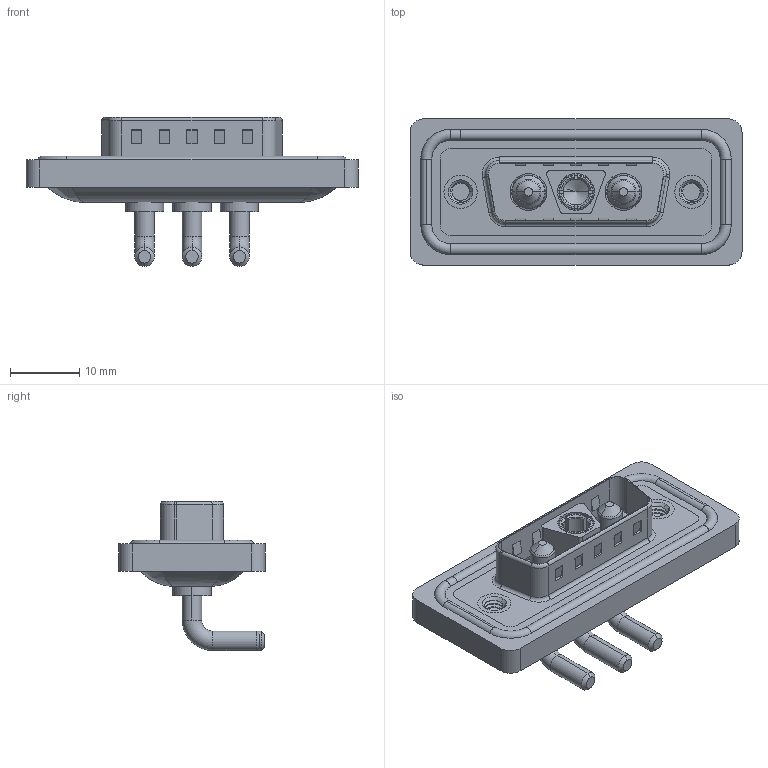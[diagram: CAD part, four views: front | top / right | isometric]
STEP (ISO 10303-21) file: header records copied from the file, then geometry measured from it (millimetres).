
FILE_DESCRIPTION (( 'STEP AP203' ), '1' );
FILE_NAME ('629W3WK3140-2NA.STEP', '2024-04-11T13:28:58', ( '' ), ( '' ), 'SwSTEP 2.0', 'SolidWorks 2023', '' );
FILE_SCHEMA (( 'CONFIG_CONTROL_DESIGN' ));
Length unit declared in the file: millimetre
Products named in the file (8): 629Combo Waterproof Housing_15 Contacts; Power Pin_20A RA; Power Socket_20A RA; 629W3WK3140-2NA; 629Combo Shell Front_15 Contacts; 629Combo Housing_3WK3; 629Combo Threaded Rivet_A; 629Combo Shell Rear_15 Contacts
Assembly tree (9 placements, depth 2):
  629W3WK3140-2NA
    629Combo Housing_3WK3
    629Combo Shell Rear_15 Contacts
    629Combo Shell Front_15 Contacts
    629Combo Waterproof Housing_15 Contacts
    629Combo Threaded Rivet_A  x2
    Power Socket_20A RA
    Power Pin_20A RA  x2
Bounding box: 47.9 x 21.1 x 21.5 mm (x, y, z)
Volume: 5888.4 mm3; surface area: 9419.4 mm2
Topology: 13 solids, 13 shells, 615 faces, 1532 edges, 964 vertices
Faces by surface type: cylinder 254, plane 231, torus 78, cone 39, bspline 13
Entity records: 19215 total; most frequent: CARTESIAN_POINT 4944, DIRECTION 2917, ORIENTED_EDGE 2736, EDGE_CURVE 1368, AXIS2_PLACEMENT_3D 1104, VERTEX_POINT 868, LINE 709, VECTOR 709
